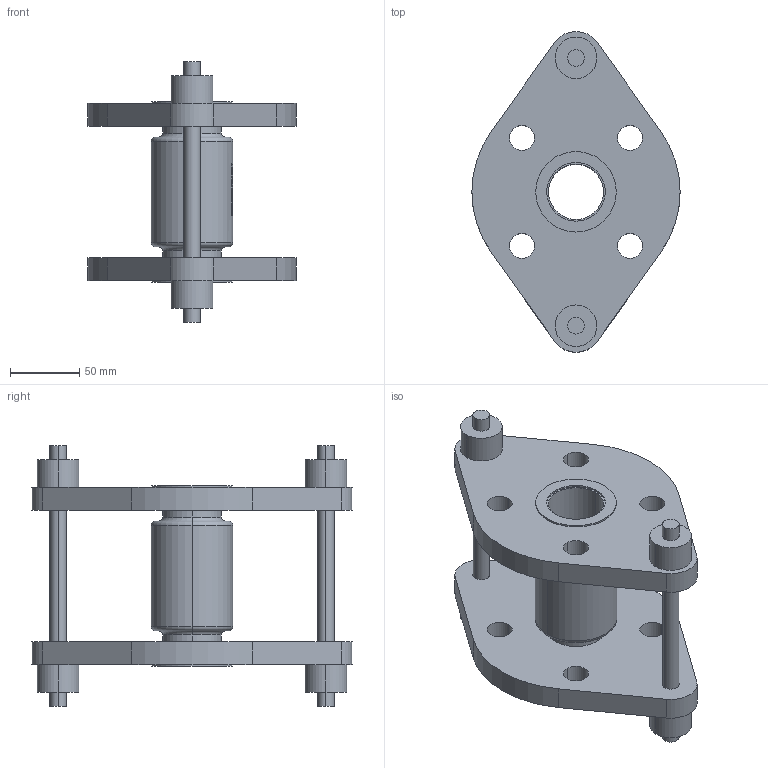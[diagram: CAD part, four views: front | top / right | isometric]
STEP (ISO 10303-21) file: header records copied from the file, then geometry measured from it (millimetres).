
FILE_DESCRIPTION (( 'STEP AP214' ), '1' );
FILE_NAME ('EPSILON-C_DN040_PN16_300_6000013626.STEP', '2021-10-18T08:13:37', ( 'axxx' ), ( 'Hewlett-Packard Company' ), 'SwSTEP 2.0', 'SolidWorks 2019', '' );
FILE_SCHEMA (( 'AUTOMOTIVE_DESIGN' ));
Length unit declared in the file: millimetre
Products named in the file (1): EPSILON-C_DN040_PN16_300_6000013626
Bounding box: 150 x 230.86 x 188 mm (x, y, z)
Volume: 870751.9 mm3; surface area: 158629.8 mm2
Topology: 1 solids, 1 shells, 644 faces, 1714 edges, 1140 vertices
Faces by surface type: plane 287, bspline 251, cylinder 98, torus 8
Entity records: 33470 total; most frequent: CARTESIAN_POINT 19057, ORIENTED_EDGE 3428, DIRECTION 2159, EDGE_CURVE 1714, VERTEX_POINT 1140, VECTOR 889, LINE 889, EDGE_LOOP 734
